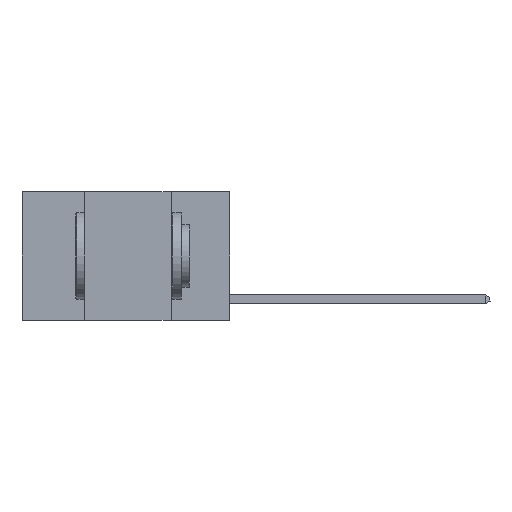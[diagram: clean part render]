
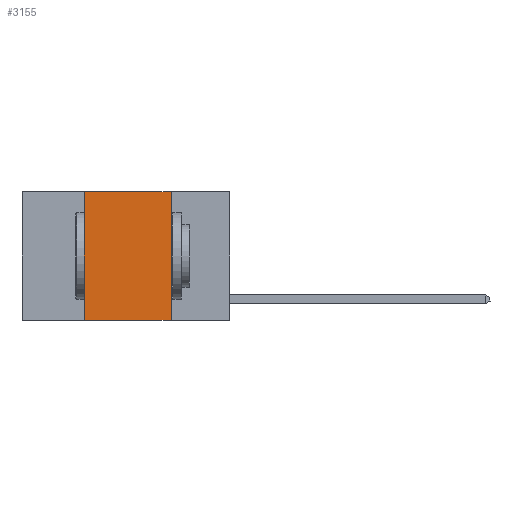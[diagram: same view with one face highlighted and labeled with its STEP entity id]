
A CAD part, left-side view. The second image highlights one B-rep face of the part: STEP entity #3155.
In plain terms, the highlighted planar face has unit normal (-1, 0, 0).
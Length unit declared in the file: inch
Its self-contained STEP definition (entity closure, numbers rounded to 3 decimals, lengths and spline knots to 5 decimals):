
#174 = DIRECTION ( 'NONE',  ( 0., 0., 1. ) ) ;
#203 = EDGE_CURVE ( 'NONE', #6509, #8894, #209, .T. ) ;
#209 = LINE ( 'NONE', #1002, #2142 ) ;
#253 = ORIENTED_EDGE ( 'NONE', *, *, #203, .T. ) ;
#304 = LINE ( 'NONE', #1719, #6425 ) ;
#893 = CARTESIAN_POINT ( 'NONE',  ( 0., 0.42, 0. ) ) ;
#1002 = CARTESIAN_POINT ( 'NONE',  ( 0., 0.6, -0.37 ) ) ;
#1344 = CARTESIAN_POINT ( 'NONE',  ( 0., 0.6, 0. ) ) ;
#1424 = LINE ( 'NONE', #5688, #6312 ) ;
#1719 = CARTESIAN_POINT ( 'NONE',  ( 0., 0.17, 0. ) ) ;
#2142 = VECTOR ( 'NONE', #5975, 39.37008 ) ;
#2612 = ORIENTED_EDGE ( 'NONE', *, *, #8457, .F. ) ;
#2738 = PLANE ( 'NONE',  #5903 ) ;
#2826 = DIRECTION ( 'NONE',  ( 1., 0., 0. ) ) ;
#2853 = ORIENTED_EDGE ( 'NONE', *, *, #2891, .F. ) ;
#2891 = EDGE_CURVE ( 'NONE', #6509, #4479, #3036, .T. ) ;
#3036 = LINE ( 'NONE', #893, #5413 ) ;
#3155 = ADVANCED_FACE ( 'NONE', ( #9299 ), #2738, .F. ) ;
#3358 = EDGE_CURVE ( 'NONE', #8150, #8894, #304, .T. ) ;
#3515 = DIRECTION ( 'NONE',  ( 0., -1., 0. ) ) ;
#3674 = CARTESIAN_POINT ( 'NONE',  ( 0., 0.17, -0.37 ) ) ;
#4455 = EDGE_LOOP ( 'NONE', ( #4903, #2612, #2853, #253 ) ) ;
#4479 = VERTEX_POINT ( 'NONE', #5749 ) ;
#4903 = ORIENTED_EDGE ( 'NONE', *, *, #3358, .F. ) ;
#5363 = DIRECTION ( 'NONE',  ( 0., 0., -1. ) ) ;
#5413 = VECTOR ( 'NONE', #174, 39.37008 ) ;
#5688 = CARTESIAN_POINT ( 'NONE',  ( 0., 0.6, 0. ) ) ;
#5749 = CARTESIAN_POINT ( 'NONE',  ( 0., 0.42, 0. ) ) ;
#5903 = AXIS2_PLACEMENT_3D ( 'NONE', #1344, #2826, #7734 ) ;
#5975 = DIRECTION ( 'NONE',  ( 0., -1., 0. ) ) ;
#6312 = VECTOR ( 'NONE', #3515, 39.37008 ) ;
#6425 = VECTOR ( 'NONE', #5363, 39.37008 ) ;
#6509 = VERTEX_POINT ( 'NONE', #9249 ) ;
#7734 = DIRECTION ( 'NONE',  ( 0., 0., -1. ) ) ;
#8150 = VERTEX_POINT ( 'NONE', #8771 ) ;
#8457 = EDGE_CURVE ( 'NONE', #4479, #8150, #1424, .T. ) ;
#8771 = CARTESIAN_POINT ( 'NONE',  ( 0., 0.17, 0. ) ) ;
#8894 = VERTEX_POINT ( 'NONE', #3674 ) ;
#9249 = CARTESIAN_POINT ( 'NONE',  ( 0., 0.42, -0.37 ) ) ;
#9299 = FACE_OUTER_BOUND ( 'NONE', #4455, .T. ) ;
